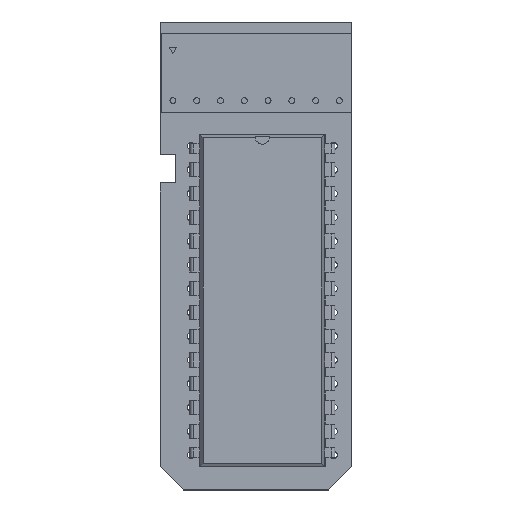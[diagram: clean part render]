
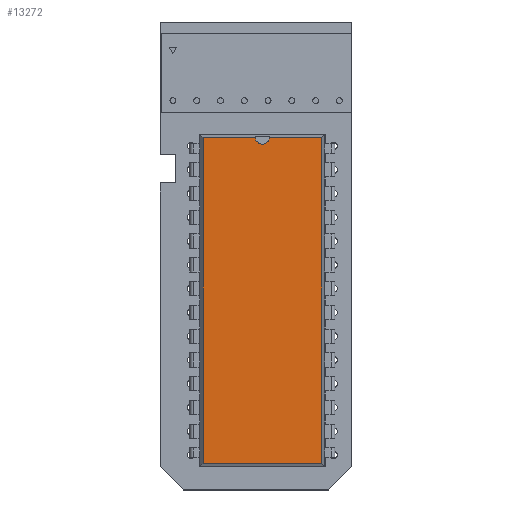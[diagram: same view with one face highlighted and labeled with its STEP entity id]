
A CAD part, top view. The second image highlights one B-rep face of the part: STEP entity #13272.
In plain terms, the highlighted planar face has unit normal (0, 0, 1).
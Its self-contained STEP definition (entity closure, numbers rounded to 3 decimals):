
#7290 = VERTEX_POINT('',#7291);
#7291 = CARTESIAN_POINT('',(13.952,0.871,3.68));
#7296 = EDGE_CURVE('',#7297,#7290,#7299,.T.);
#7297 = VERTEX_POINT('',#7298);
#7298 = CARTESIAN_POINT('',(13.952,-33.891,3.68));
#7299 = LINE('',#7300,#7301);
#7300 = CARTESIAN_POINT('',(13.952,-33.891,3.68));
#7301 = VECTOR('',#7302,1.);
#7302 = DIRECTION('',(0.,1.,0.));
#10056 = VERTEX_POINT('',#10057);
#10057 = CARTESIAN_POINT('',(1.288,0.871,3.68));
#10062 = EDGE_CURVE('',#10063,#10056,#10065,.T.);
#10063 = VERTEX_POINT('',#10064);
#10064 = CARTESIAN_POINT('',(6.874,0.871,3.68));
#10065 = LINE('',#10066,#10067);
#10066 = CARTESIAN_POINT('',(13.952,0.871,3.68));
#10067 = VECTOR('',#10068,1.);
#10068 = DIRECTION('',(-1.,0.,0.));
#10283 = VERTEX_POINT('',#10284);
#10284 = CARTESIAN_POINT('',(8.366,0.871,3.68));
#10388 = EDGE_CURVE('',#7290,#10283,#10389,.T.);
#10389 = LINE('',#10390,#10391);
#10390 = CARTESIAN_POINT('',(13.952,0.871,3.68));
#10391 = VECTOR('',#10392,1.);
#10392 = DIRECTION('',(-1.,0.,0.));
#10502 = VERTEX_POINT('',#10503);
#10503 = CARTESIAN_POINT('',(1.288,-33.891,3.68));
#10508 = EDGE_CURVE('',#10056,#10502,#10509,.T.);
#10509 = LINE('',#10510,#10511);
#10510 = CARTESIAN_POINT('',(1.288,0.871,3.68));
#10511 = VECTOR('',#10512,1.);
#10512 = DIRECTION('',(0.,-1.,0.));
#13261 = EDGE_CURVE('',#10502,#7297,#13262,.T.);
#13262 = LINE('',#13263,#13264);
#13263 = CARTESIAN_POINT('',(1.288,-33.891,3.68));
#13264 = VECTOR('',#13265,1.);
#13265 = DIRECTION('',(1.,0.,0.));
#13272 = ADVANCED_FACE('',(#13273),#13296,.F.);
#13273 = FACE_BOUND('',#13274,.F.);
#13274 = EDGE_LOOP('',(#13275,#13276,#13277,#13278,#13279,#13288,#13295)
  );
#13275 = ORIENTED_EDGE('',*,*,#7296,.F.);
#13276 = ORIENTED_EDGE('',*,*,#13261,.F.);
#13277 = ORIENTED_EDGE('',*,*,#10508,.F.);
#13278 = ORIENTED_EDGE('',*,*,#10062,.F.);
#13279 = ORIENTED_EDGE('',*,*,#13280,.F.);
#13280 = EDGE_CURVE('',#13281,#10063,#13283,.T.);
#13281 = VERTEX_POINT('',#13282);
#13282 = CARTESIAN_POINT('',(7.62,0.196,3.68));
#13283 = CIRCLE('',#13284,0.75);
#13284 = AXIS2_PLACEMENT_3D('',#13285,#13286,#13287);
#13285 = CARTESIAN_POINT('',(7.62,0.946,3.68));
#13286 = DIRECTION('',(0.,-0.,-1.));
#13287 = DIRECTION('',(0.,-1.,0.));
#13288 = ORIENTED_EDGE('',*,*,#13289,.F.);
#13289 = EDGE_CURVE('',#10283,#13281,#13290,.T.);
#13290 = CIRCLE('',#13291,0.75);
#13291 = AXIS2_PLACEMENT_3D('',#13292,#13293,#13294);
#13292 = CARTESIAN_POINT('',(7.62,0.946,3.68));
#13293 = DIRECTION('',(0.,-0.,-1.));
#13294 = DIRECTION('',(0.,-1.,0.));
#13295 = ORIENTED_EDGE('',*,*,#10388,.F.);
#13296 = PLANE('',#13297);
#13297 = AXIS2_PLACEMENT_3D('',#13298,#13299,#13300);
#13298 = CARTESIAN_POINT('',(13.952,-33.891,3.68));
#13299 = DIRECTION('',(-0.,0.,-1.));
#13300 = DIRECTION('',(-0.342,0.94,0.));
